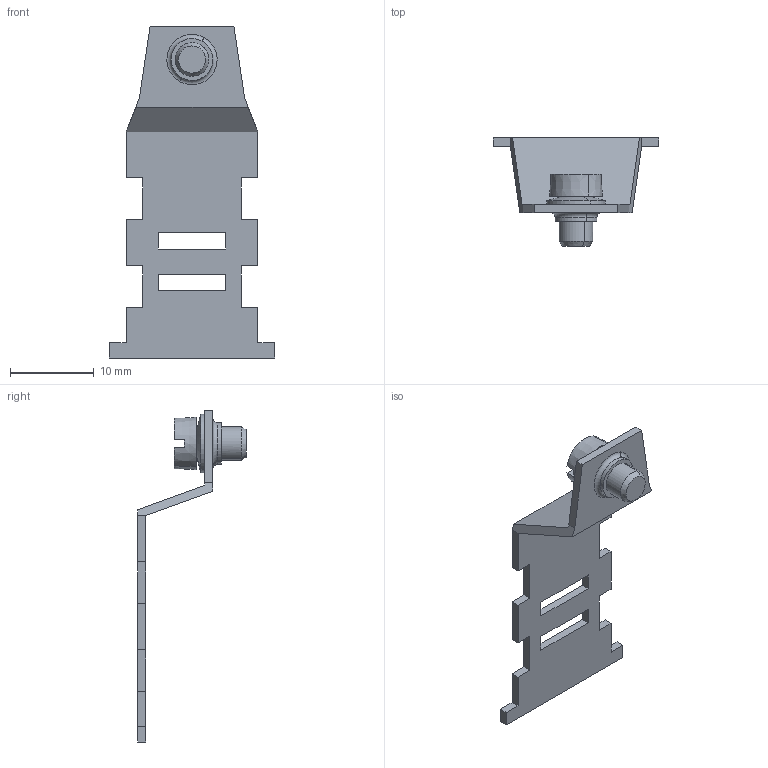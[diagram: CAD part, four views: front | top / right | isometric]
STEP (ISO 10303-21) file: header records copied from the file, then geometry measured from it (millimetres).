
FILE_DESCRIPTION(('CATIA V5 STEP Exchange','CAx-IF Rec.Pracs.--- Model Styling and Organization---1.4--- 2014-01-23'),'2;1');
FILE_NAME ('005401-2_0', '2021-05-03T05:03:21+00:00', ('none'), ('Weidmueller'), 'CATIA Version 5-6 Release 2016 SP3 HF44', 'CATIA V5 STEP AP214', 'none');
FILE_SCHEMA(('AUTOMOTIVE_DESIGN { 1 0 10303 214 1 1 1 1 }'));
Length unit declared in the file: millimetre
Products named in the file (1): 1066000000
Bounding box: 19.7 x 13 x 39.61 mm (x, y, z)
Volume: 747.9 mm3; surface area: 1551.1 mm2
Topology: 1 solids, 2 shells, 71 faces, 184 edges, 120 vertices
Faces by surface type: plane 51, cone 8, cylinder 8, torus 4
Entity records: 2036 total; most frequent: ORIENTED_EDGE 368, CARTESIAN_POINT 364, DIRECTION 274, EDGE_CURVE 184, VECTOR 138, LINE 138, VERTEX_POINT 120, AXIS2_PLACEMENT_3D 90
